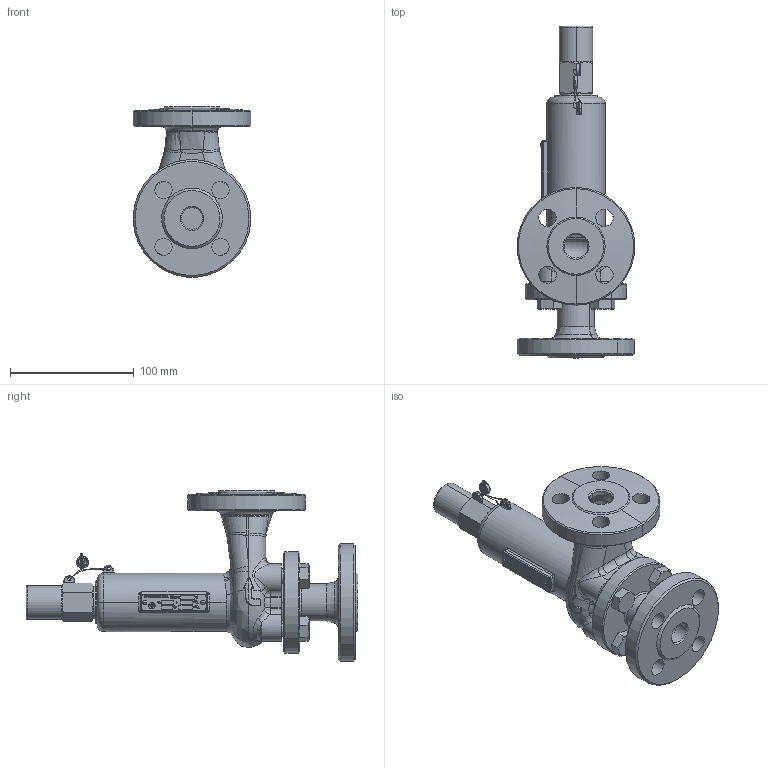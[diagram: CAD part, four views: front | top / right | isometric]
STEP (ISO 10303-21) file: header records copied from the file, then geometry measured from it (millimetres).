
FILE_DESCRIPTION (( 'STEP AP203' ), '1' );
FILE_NAME ('Typ 3 BG I.STEP', '2017-12-14T12:11:28', ( '' ), ( '' ), 'SwSTEP 2.0', 'SolidWorks 2016', '' );
FILE_SCHEMA (( 'CONFIG_CONTROL_DESIGN' ));
Products named in the file (1): Typ 3 BG I
Bounding box: 95 x 268 x 137.32 mm (x, y, z)
Volume: 391724.5 mm3; surface area: 143239.8 mm2
Topology: 51 solids, 51 shells, 1456 faces, 3581 edges, 2249 vertices
Faces by surface type: bspline 558, plane 481, cylinder 223, torus 99, cone 91, sphere 4
Entity records: 68921 total; most frequent: CARTESIAN_POINT 38591, ORIENTED_EDGE 7130, DIRECTION 4779, EDGE_CURVE 3565, VERTEX_POINT 2249, AXIS2_PLACEMENT_3D 1669, EDGE_LOOP 1564, ADVANCED_FACE 1456
